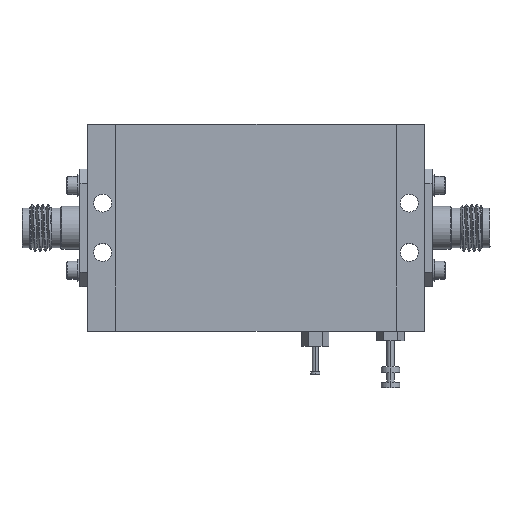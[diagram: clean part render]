
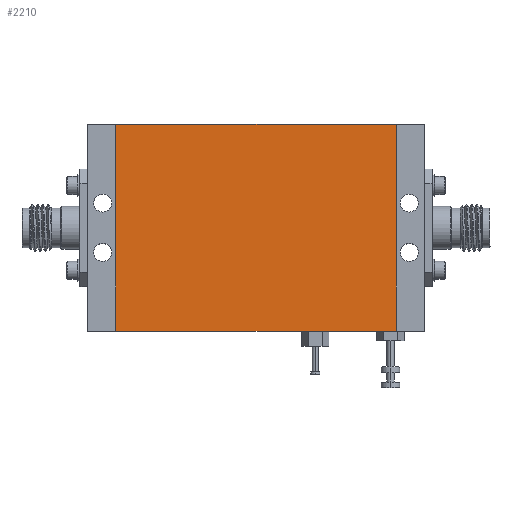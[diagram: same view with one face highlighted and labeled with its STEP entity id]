
A CAD part, top view. The second image highlights one B-rep face of the part: STEP entity #2210.
In plain terms, the highlighted planar face has unit normal (0, 0, 1).
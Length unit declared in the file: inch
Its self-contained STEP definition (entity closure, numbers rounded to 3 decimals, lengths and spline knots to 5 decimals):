
#251 = EDGE_CURVE ( 'NONE', #3114, #9879, #7900, .T. ) ;
#438 = CARTESIAN_POINT ( 'NONE',  ( -0.895, 0.55, 0.225 ) ) ;
#755 = CARTESIAN_POINT ( 'NONE',  ( -0.745, 0., 0.225 ) ) ;
#785 = DIRECTION ( 'NONE',  ( 0., 1., 0. ) ) ;
#1960 = ORIENTED_EDGE ( 'NONE', *, *, #251, .T. ) ;
#2210 = ADVANCED_FACE ( 'NONE', ( #11526 ), #7491, .F. ) ;
#2218 = EDGE_CURVE ( 'NONE', #9723, #4159, #7418, .T. ) ;
#2384 = CARTESIAN_POINT ( 'NONE',  ( 0., 0., 0.225 ) ) ;
#2654 = VECTOR ( 'NONE', #10182, 39.37008 ) ;
#2663 = ORIENTED_EDGE ( 'NONE', *, *, #4579, .T. ) ;
#3114 = VERTEX_POINT ( 'NONE', #3244 ) ;
#3244 = CARTESIAN_POINT ( 'NONE',  ( 0.745, -0.55, 0.225 ) ) ;
#3670 = VECTOR ( 'NONE', #4437, 39.37008 ) ;
#4159 = VERTEX_POINT ( 'NONE', #4208 ) ;
#4208 = CARTESIAN_POINT ( 'NONE',  ( -0.745, -0.55, 0.225 ) ) ;
#4437 = DIRECTION ( 'NONE',  ( -1., 0., 0. ) ) ;
#4579 = EDGE_CURVE ( 'NONE', #9879, #9723, #9341, .T. ) ;
#6182 = CARTESIAN_POINT ( 'NONE',  ( 0.745, 0.55, 0.225 ) ) ;
#6368 = EDGE_LOOP ( 'NONE', ( #2663, #9644, #11131, #1960 ) ) ;
#6422 = DIRECTION ( 'NONE',  ( 0., 0., -1. ) ) ;
#6486 = DIRECTION ( 'NONE',  ( 0., -1., 0. ) ) ;
#6745 = VECTOR ( 'NONE', #785, 39.37008 ) ;
#6919 = CARTESIAN_POINT ( 'NONE',  ( -0.745, 0.55, 0.225 ) ) ;
#7208 = VECTOR ( 'NONE', #6486, 39.37008 ) ;
#7418 = LINE ( 'NONE', #755, #7208 ) ;
#7491 = PLANE ( 'NONE',  #8914 ) ;
#7900 = LINE ( 'NONE', #8827, #6745 ) ;
#8331 = CARTESIAN_POINT ( 'NONE',  ( -0.895, -0.55, 0.225 ) ) ;
#8827 = CARTESIAN_POINT ( 'NONE',  ( 0.745, 0., 0.225 ) ) ;
#8914 = AXIS2_PLACEMENT_3D ( 'NONE', #2384, #6422, #9678 ) ;
#9258 = LINE ( 'NONE', #8331, #2654 ) ;
#9341 = LINE ( 'NONE', #438, #3670 ) ;
#9644 = ORIENTED_EDGE ( 'NONE', *, *, #2218, .T. ) ;
#9678 = DIRECTION ( 'NONE',  ( -1., 0., 0. ) ) ;
#9723 = VERTEX_POINT ( 'NONE', #6919 ) ;
#9879 = VERTEX_POINT ( 'NONE', #6182 ) ;
#10182 = DIRECTION ( 'NONE',  ( 1., 0., 0. ) ) ;
#10807 = EDGE_CURVE ( 'NONE', #4159, #3114, #9258, .T. ) ;
#11131 = ORIENTED_EDGE ( 'NONE', *, *, #10807, .T. ) ;
#11526 = FACE_OUTER_BOUND ( 'NONE', #6368, .T. ) ;
